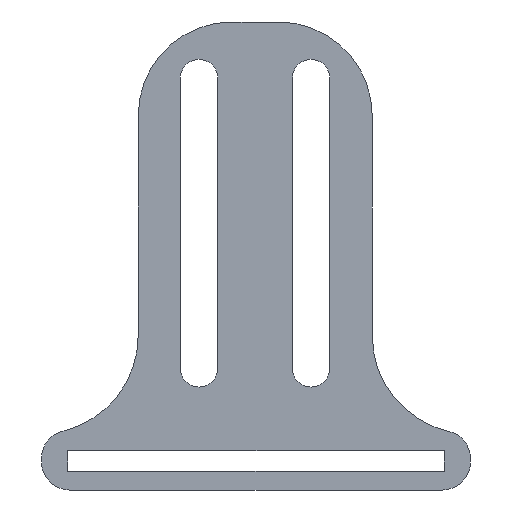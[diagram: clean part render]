
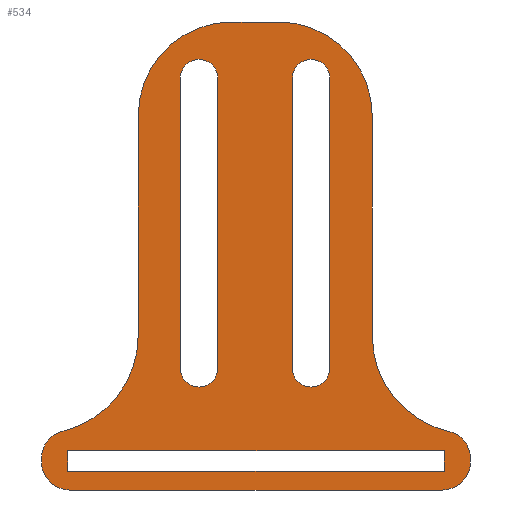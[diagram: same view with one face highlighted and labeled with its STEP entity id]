
A CAD part, front view. The second image highlights one B-rep face of the part: STEP entity #534.
In plain terms, the highlighted face is planar.
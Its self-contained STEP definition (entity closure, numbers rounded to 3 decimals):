
#31=FACE_BOUND('',#91,.T.);
#32=FACE_BOUND('',#92,.T.);
#33=FACE_BOUND('',#93,.T.);
#37=CIRCLE('',#578,3.);
#38=CIRCLE('',#579,3.);
#39=CIRCLE('',#580,10.5);
#40=CIRCLE('',#581,10.);
#41=CIRCLE('',#582,10.);
#42=CIRCLE('',#583,10.5);
#43=CIRCLE('',#584,3.);
#44=CIRCLE('',#585,3.);
#45=CIRCLE('',#586,2.);
#46=CIRCLE('',#587,2.);
#47=CIRCLE('',#588,2.);
#48=CIRCLE('',#589,2.);
#62=FACE_OUTER_BOUND('',#90,.T.);
#90=EDGE_LOOP('',(#365,#366,#367,#368,#369,#370,#371,#372,#373,#374,#375,
#376,#377,#378));
#91=EDGE_LOOP('',(#379,#380,#381,#382));
#92=EDGE_LOOP('',(#383,#384,#385,#386));
#93=EDGE_LOOP('',(#387,#388,#389,#390));
#123=LINE('',#798,#177);
#127=LINE('',#809,#181);
#128=LINE('',#815,#182);
#129=LINE('',#819,#183);
#130=LINE('',#823,#184);
#131=LINE('',#829,#185);
#132=LINE('',#832,#186);
#133=LINE('',#834,#187);
#134=LINE('',#836,#188);
#135=LINE('',#837,#189);
#136=LINE('',#840,#190);
#137=LINE('',#844,#191);
#138=LINE('',#848,#192);
#139=LINE('',#852,#193);
#177=VECTOR('',#635,10.);
#181=VECTOR('',#643,10.);
#182=VECTOR('',#648,10.);
#183=VECTOR('',#651,10.);
#184=VECTOR('',#654,10.);
#185=VECTOR('',#659,10.);
#186=VECTOR('',#662,10.);
#187=VECTOR('',#663,10.);
#188=VECTOR('',#664,10.);
#189=VECTOR('',#665,10.);
#190=VECTOR('',#666,10.);
#191=VECTOR('',#669,10.);
#192=VECTOR('',#672,10.);
#193=VECTOR('',#675,10.);
#231=VERTEX_POINT('',#796);
#232=VERTEX_POINT('',#797);
#235=VERTEX_POINT('',#805);
#236=VERTEX_POINT('',#806);
#237=VERTEX_POINT('',#808);
#238=VERTEX_POINT('',#810);
#239=VERTEX_POINT('',#812);
#240=VERTEX_POINT('',#814);
#241=VERTEX_POINT('',#816);
#242=VERTEX_POINT('',#818);
#243=VERTEX_POINT('',#820);
#244=VERTEX_POINT('',#822);
#245=VERTEX_POINT('',#824);
#246=VERTEX_POINT('',#826);
#247=VERTEX_POINT('',#828);
#248=VERTEX_POINT('',#830);
#249=VERTEX_POINT('',#833);
#250=VERTEX_POINT('',#835);
#251=VERTEX_POINT('',#838);
#252=VERTEX_POINT('',#839);
#253=VERTEX_POINT('',#841);
#254=VERTEX_POINT('',#843);
#255=VERTEX_POINT('',#846);
#256=VERTEX_POINT('',#847);
#257=VERTEX_POINT('',#849);
#258=VERTEX_POINT('',#851);
#283=EDGE_CURVE('',#231,#232,#123,.T.);
#287=EDGE_CURVE('',#235,#236,#37,.T.);
#288=EDGE_CURVE('',#237,#235,#127,.T.);
#289=EDGE_CURVE('',#238,#237,#38,.T.);
#290=EDGE_CURVE('',#239,#238,#39,.T.);
#291=EDGE_CURVE('',#239,#240,#128,.T.);
#292=EDGE_CURVE('',#240,#241,#40,.T.);
#293=EDGE_CURVE('',#241,#242,#129,.T.);
#294=EDGE_CURVE('',#242,#243,#41,.T.);
#295=EDGE_CURVE('',#243,#244,#130,.T.);
#296=EDGE_CURVE('',#245,#244,#42,.T.);
#297=EDGE_CURVE('',#246,#245,#43,.T.);
#298=EDGE_CURVE('',#247,#246,#131,.T.);
#299=EDGE_CURVE('',#248,#247,#44,.T.);
#300=EDGE_CURVE('',#236,#248,#132,.T.);
#301=EDGE_CURVE('',#249,#231,#133,.T.);
#302=EDGE_CURVE('',#232,#250,#134,.T.);
#303=EDGE_CURVE('',#250,#249,#135,.T.);
#304=EDGE_CURVE('',#251,#252,#136,.T.);
#305=EDGE_CURVE('',#253,#252,#45,.T.);
#306=EDGE_CURVE('',#253,#254,#137,.T.);
#307=EDGE_CURVE('',#251,#254,#46,.T.);
#308=EDGE_CURVE('',#255,#256,#138,.T.);
#309=EDGE_CURVE('',#257,#256,#47,.T.);
#310=EDGE_CURVE('',#257,#258,#139,.T.);
#311=EDGE_CURVE('',#255,#258,#48,.T.);
#365=ORIENTED_EDGE('',*,*,#287,.F.);
#366=ORIENTED_EDGE('',*,*,#288,.F.);
#367=ORIENTED_EDGE('',*,*,#289,.F.);
#368=ORIENTED_EDGE('',*,*,#290,.F.);
#369=ORIENTED_EDGE('',*,*,#291,.T.);
#370=ORIENTED_EDGE('',*,*,#292,.T.);
#371=ORIENTED_EDGE('',*,*,#293,.T.);
#372=ORIENTED_EDGE('',*,*,#294,.T.);
#373=ORIENTED_EDGE('',*,*,#295,.T.);
#374=ORIENTED_EDGE('',*,*,#296,.F.);
#375=ORIENTED_EDGE('',*,*,#297,.F.);
#376=ORIENTED_EDGE('',*,*,#298,.F.);
#377=ORIENTED_EDGE('',*,*,#299,.F.);
#378=ORIENTED_EDGE('',*,*,#300,.F.);
#379=ORIENTED_EDGE('',*,*,#301,.T.);
#380=ORIENTED_EDGE('',*,*,#283,.T.);
#381=ORIENTED_EDGE('',*,*,#302,.T.);
#382=ORIENTED_EDGE('',*,*,#303,.T.);
#383=ORIENTED_EDGE('',*,*,#304,.T.);
#384=ORIENTED_EDGE('',*,*,#305,.F.);
#385=ORIENTED_EDGE('',*,*,#306,.T.);
#386=ORIENTED_EDGE('',*,*,#307,.F.);
#387=ORIENTED_EDGE('',*,*,#308,.T.);
#388=ORIENTED_EDGE('',*,*,#309,.F.);
#389=ORIENTED_EDGE('',*,*,#310,.T.);
#390=ORIENTED_EDGE('',*,*,#311,.F.);
#518=PLANE('',#577);
#534=ADVANCED_FACE('',(#62,#31,#32,#33),#518,.T.);
#577=AXIS2_PLACEMENT_3D('',#804,#639,#640);
#578=AXIS2_PLACEMENT_3D('',#807,#641,#642);
#579=AXIS2_PLACEMENT_3D('',#811,#644,#645);
#580=AXIS2_PLACEMENT_3D('',#813,#646,#647);
#581=AXIS2_PLACEMENT_3D('',#817,#649,#650);
#582=AXIS2_PLACEMENT_3D('',#821,#652,#653);
#583=AXIS2_PLACEMENT_3D('',#825,#655,#656);
#584=AXIS2_PLACEMENT_3D('',#827,#657,#658);
#585=AXIS2_PLACEMENT_3D('',#831,#660,#661);
#586=AXIS2_PLACEMENT_3D('',#842,#667,#668);
#587=AXIS2_PLACEMENT_3D('',#845,#670,#671);
#588=AXIS2_PLACEMENT_3D('',#850,#673,#674);
#589=AXIS2_PLACEMENT_3D('',#853,#676,#677);
#635=DIRECTION('',(-1.,0.,0.));
#639=DIRECTION('center_axis',(0.,0.,
-1.));
#640=DIRECTION('ref_axis',(-1.,0.,0.));
#641=DIRECTION('center_axis',(0.,0.,
1.));
#642=DIRECTION('ref_axis',(-0.707,-0.707,0.));
#643=DIRECTION('',(0.,-1.,0.));
#644=DIRECTION('center_axis',(0.,0.,
1.));
#645=DIRECTION('ref_axis',(-0.782,0.624,0.));
#646=DIRECTION('center_axis',(0.,0.,
-1.));
#647=DIRECTION('ref_axis',(0.707,-0.707,0.));
#648=DIRECTION('',(0.,1.,0.));
#649=DIRECTION('center_axis',(0.,0.,
-1.));
#650=DIRECTION('ref_axis',(-1.,0.,0.));
#651=DIRECTION('',(1.,0.,0.));
#652=DIRECTION('center_axis',(0.,0.,
-1.));
#653=DIRECTION('ref_axis',(0.,1.,0.));
#654=DIRECTION('',(0.,-1.,0.));
#655=DIRECTION('center_axis',(0.,0.,
-1.));
#656=DIRECTION('ref_axis',(-0.016,-1.,0.));
#657=DIRECTION('center_axis',(0.,0.,
1.));
#658=DIRECTION('ref_axis',(0.786,0.619,0.));
#659=DIRECTION('',(0.,1.,0.));
#660=DIRECTION('center_axis',(0.,0.,
1.));
#661=DIRECTION('ref_axis',(0.707,-0.707,0.));
#662=DIRECTION('',(1.,0.,0.));
#663=DIRECTION('',(0.,1.,0.));
#664=DIRECTION('',(0.,-1.,0.));
#665=DIRECTION('',(1.,0.,0.));
#666=DIRECTION('',(0.,1.,0.));
#667=DIRECTION('center_axis',(0.,0.,
-1.));
#668=DIRECTION('ref_axis',(-0.707,0.707,0.));
#669=DIRECTION('',(0.,-1.,0.));
#670=DIRECTION('center_axis',(0.,0.,
-1.));
#671=DIRECTION('ref_axis',(0.707,-0.707,0.));
#672=DIRECTION('',(0.,1.,0.));
#673=DIRECTION('center_axis',(0.,0.,
-1.));
#674=DIRECTION('ref_axis',(-0.707,0.707,0.));
#675=DIRECTION('',(0.,-1.,0.));
#676=DIRECTION('center_axis',(0.,0.,
-1.));
#677=DIRECTION('ref_axis',(0.707,-0.707,0.));
#796=CARTESIAN_POINT('',(32.535,-14.8,-3.));
#797=CARTESIAN_POINT('',(-7.7,-14.8,-3.));
#798=CARTESIAN_POINT('',(5.,-14.8,-3.));
#804=CARTESIAN_POINT('Origin',(12.5,6.,-3.));
#805=CARTESIAN_POINT('',(-10.5,-16.,-3.));
#806=CARTESIAN_POINT('',(-7.5,-19.,-3.));
#807=CARTESIAN_POINT('Origin',(-7.5,-16.,-3.));
#808=CARTESIAN_POINT('',(-10.5,-15.662,-3.));
#809=CARTESIAN_POINT('',(-10.5,-13.,-3.));
#810=CARTESIAN_POINT('',(-8.167,-12.737,-3.));
#811=CARTESIAN_POINT('Origin',(-7.5,-15.662,-3.));
#812=CARTESIAN_POINT('',(0.,-2.5,-3.));
#813=CARTESIAN_POINT('Origin',(-10.5,-2.5,-3.));
#814=CARTESIAN_POINT('',(0.,21.,-3.));
#815=CARTESIAN_POINT('',(0.,-19.,-3.));
#816=CARTESIAN_POINT('',(10.,31.,-3.));
#817=CARTESIAN_POINT('Origin',(10.,21.,-3.));
#818=CARTESIAN_POINT('',(15.,31.,-3.));
#819=CARTESIAN_POINT('',(10.,31.,-3.));
#820=CARTESIAN_POINT('',(25.,21.,-3.));
#821=CARTESIAN_POINT('Origin',(15.,21.,-3.));
#822=CARTESIAN_POINT('',(25.,-2.501,-3.));
#823=CARTESIAN_POINT('',(25.,21.,-3.));
#824=CARTESIAN_POINT('',(33.038,-12.709,-3.));
#825=CARTESIAN_POINT('Origin',(35.5,-2.501,-3.));
#826=CARTESIAN_POINT('',(35.335,-15.625,-3.));
#827=CARTESIAN_POINT('Origin',(32.335,-15.625,-3.));
#828=CARTESIAN_POINT('',(35.335,-16.,-3.));
#829=CARTESIAN_POINT('',(35.335,-19.,-3.));
#830=CARTESIAN_POINT('',(32.335,-19.,-3.));
#831=CARTESIAN_POINT('Origin',(32.335,-16.,-3.));
#832=CARTESIAN_POINT('',(-2.5,-19.,-3.));
#833=CARTESIAN_POINT('',(32.535,-17.,-3.));
#834=CARTESIAN_POINT('',(32.535,-4.5,-3.));
#835=CARTESIAN_POINT('',(-7.7,-17.,-3.));
#836=CARTESIAN_POINT('',(-7.7,-4.5,-3.));
#837=CARTESIAN_POINT('',(19.917,-17.,-3.));
#838=CARTESIAN_POINT('',(20.5,-6.,-3.));
#839=CARTESIAN_POINT('',(20.5,25.,-3.));
#840=CARTESIAN_POINT('',(20.5,-1.,-3.));
#841=CARTESIAN_POINT('',(16.5,25.,-3.));
#842=CARTESIAN_POINT('Origin',(18.5,25.,-3.));
#843=CARTESIAN_POINT('',(16.5,-6.,-3.));
#844=CARTESIAN_POINT('',(16.5,15.5,-3.));
#845=CARTESIAN_POINT('Origin',(18.5,-6.,-3.));
#846=CARTESIAN_POINT('',(8.533,-6.,-3.));
#847=CARTESIAN_POINT('',(8.533,25.,-3.));
#848=CARTESIAN_POINT('',(8.533,-1.,-3.));
#849=CARTESIAN_POINT('',(4.533,25.,-3.));
#850=CARTESIAN_POINT('Origin',(6.533,25.,-3.));
#851=CARTESIAN_POINT('',(4.533,-6.,-3.));
#852=CARTESIAN_POINT('',(4.533,15.5,-3.));
#853=CARTESIAN_POINT('Origin',(6.533,-6.,-3.));
